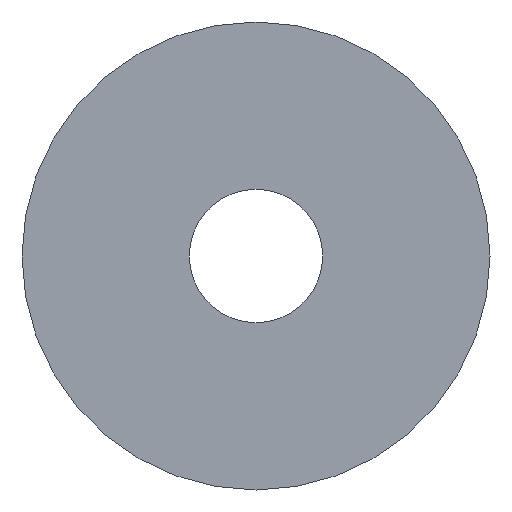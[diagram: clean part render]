
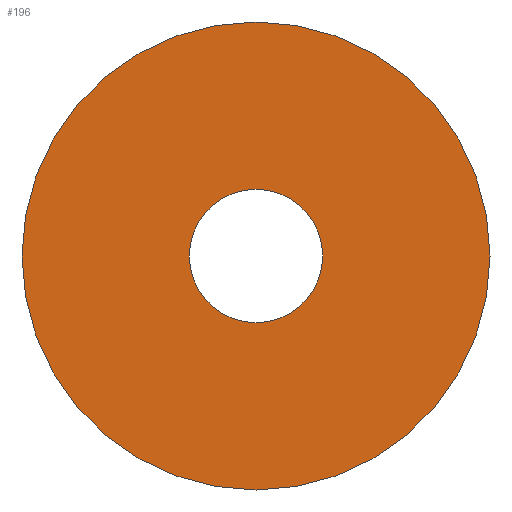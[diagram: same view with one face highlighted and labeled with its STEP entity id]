
A CAD part, front view. The second image highlights one B-rep face of the part: STEP entity #196.
In plain terms, the highlighted planar face has unit normal (0, -1, 0).
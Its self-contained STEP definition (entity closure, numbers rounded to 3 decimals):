
#8 = CARTESIAN_POINT ( 'NONE',  ( 0., 0., -8.55 ) ) ;
#10 = CIRCLE ( 'NONE', #461, 30. ) ;
#19 = VERTEX_POINT ( 'NONE', #331 ) ;
#25 = EDGE_CURVE ( 'NONE', #810, #19, #10, .T. ) ;
#32 = DIRECTION ( 'NONE',  ( 0., 0., -1. ) ) ;
#42 = DIRECTION ( 'NONE',  ( 0., -1., 0. ) ) ;
#53 = CIRCLE ( 'NONE', #69, 8.55 ) ;
#63 = ORIENTED_EDGE ( 'NONE', *, *, #667, .F. ) ;
#69 = AXIS2_PLACEMENT_3D ( 'NONE', #77, #359, #633 ) ;
#77 = CARTESIAN_POINT ( 'NONE',  ( 0., 0., 0. ) ) ;
#80 = EDGE_CURVE ( 'NONE', #19, #810, #545, .T. ) ;
#111 = CARTESIAN_POINT ( 'NONE',  ( 0., 0., 0. ) ) ;
#116 = DIRECTION ( 'NONE',  ( 0., 0., -1. ) ) ;
#129 = DIRECTION ( 'NONE',  ( 0., -1., 0. ) ) ;
#130 = CIRCLE ( 'NONE', #688, 8.55 ) ;
#196 = ADVANCED_FACE ( 'NONE', ( #350, #625 ), #358, .F. ) ;
#227 = EDGE_LOOP ( 'NONE', ( #63, #544 ) ) ;
#254 = DIRECTION ( 'NONE',  ( 0., -1., 0. ) ) ;
#331 = CARTESIAN_POINT ( 'NONE',  ( 0., 0., -30. ) ) ;
#345 = CARTESIAN_POINT ( 'NONE',  ( 0., 0., 30. ) ) ;
#346 = DIRECTION ( 'NONE',  ( 0., 0., -1. ) ) ;
#350 = FACE_BOUND ( 'NONE', #227, .T. ) ;
#358 = PLANE ( 'NONE',  #546 ) ;
#359 = DIRECTION ( 'NONE',  ( 0., -1., 0. ) ) ;
#434 = ORIENTED_EDGE ( 'NONE', *, *, #80, .T. ) ;
#461 = AXIS2_PLACEMENT_3D ( 'NONE', #671, #254, #116 ) ;
#474 = AXIS2_PLACEMENT_3D ( 'NONE', #617, #129, #346 ) ;
#485 = DIRECTION ( 'NONE',  ( 0., 1., 0. ) ) ;
#528 = VERTEX_POINT ( 'NONE', #838 ) ;
#544 = ORIENTED_EDGE ( 'NONE', *, *, #632, .F. ) ;
#545 = CIRCLE ( 'NONE', #474, 30. ) ;
#546 = AXIS2_PLACEMENT_3D ( 'NONE', #826, #485, #885 ) ;
#617 = CARTESIAN_POINT ( 'NONE',  ( 0., 0., 0. ) ) ;
#618 = ORIENTED_EDGE ( 'NONE', *, *, #25, .T. ) ;
#625 = FACE_OUTER_BOUND ( 'NONE', #643, .T. ) ;
#632 = EDGE_CURVE ( 'NONE', #528, #640, #53, .T. ) ;
#633 = DIRECTION ( 'NONE',  ( 0., 0., -1. ) ) ;
#640 = VERTEX_POINT ( 'NONE', #8 ) ;
#643 = EDGE_LOOP ( 'NONE', ( #434, #618 ) ) ;
#667 = EDGE_CURVE ( 'NONE', #640, #528, #130, .T. ) ;
#671 = CARTESIAN_POINT ( 'NONE',  ( 0., 0., 0. ) ) ;
#688 = AXIS2_PLACEMENT_3D ( 'NONE', #111, #42, #32 ) ;
#810 = VERTEX_POINT ( 'NONE', #345 ) ;
#826 = CARTESIAN_POINT ( 'NONE',  ( -8.55, 0., 0. ) ) ;
#838 = CARTESIAN_POINT ( 'NONE',  ( 0., 0., 8.55 ) ) ;
#885 = DIRECTION ( 'NONE',  ( 0., 0., 1. ) ) ;
